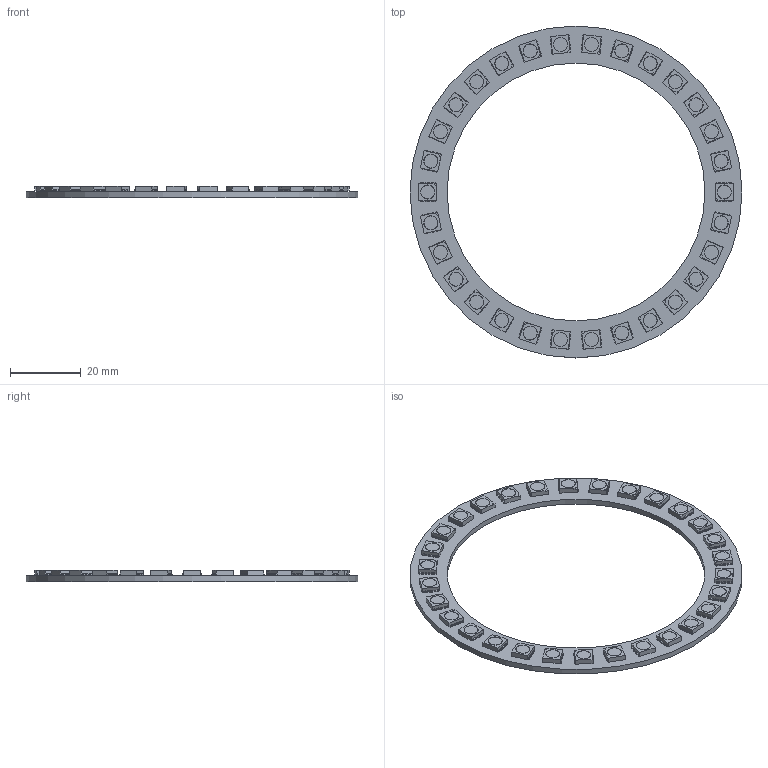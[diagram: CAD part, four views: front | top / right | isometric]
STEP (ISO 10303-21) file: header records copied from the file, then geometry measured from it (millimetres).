
FILE_DESCRIPTION(('KiCad electronic assembly'),'2;1');
FILE_NAME('ring.step','2019-04-10T01:51:57',('An Author'),('A Company'), 'Open CASCADE STEP processor 6.8','KiCad to STEP converter','Unknown' );
FILE_SCHEMA(('AUTOMOTIVE_DESIGN_CC2 { 1 2 10303 214 -1 1 5 4 }'));
Length unit declared in the file: millimetre
Products named in the file (4): Open CASCADE STEP translator 6.8 1; LED_RGB_5050-6; SOLID; COMPOUND
Assembly tree (32 placements, depth 3):
  Open CASCADE STEP translator 6.8 1
    LED_RGB_5050-6  x30
      SOLID
    COMPOUND
Bounding box: 94 x 94 x 3.16 mm (x, y, z)
Volume: 5477.5 mm3; surface area: 9218.4 mm2
Topology: 31 solids, 31 shells, 1804 faces, 5046 edges, 3364 vertices
Faces by surface type: plane 1382, cylinder 422
Full cylindrical faces by diameter (mm): 3.9 x30, 4 x30, 73 x1, 94 x1
Entity records: 6295 total; most frequent: CARTESIAN_POINT 2181, DIRECTION 675, LINE 402, VECTOR 402, ORIENTED_EDGE 348, PCURVE 348, DEFINITIONAL_REPRESENTATION 348, EDGE_CURVE 174
